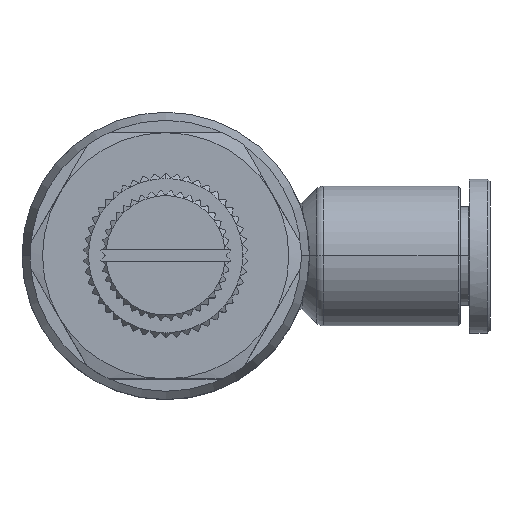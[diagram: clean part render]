
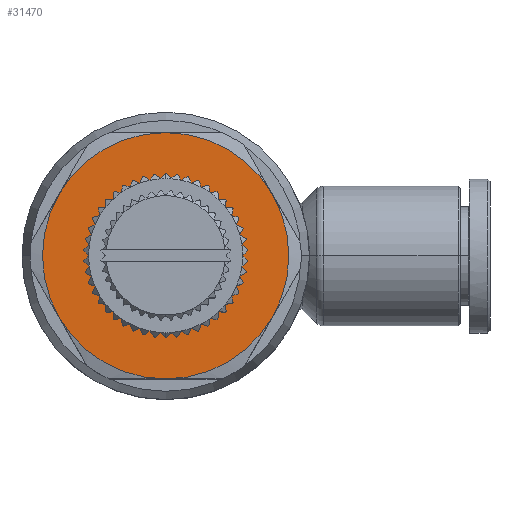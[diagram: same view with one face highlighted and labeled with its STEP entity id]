
A CAD part, top view. The second image highlights one B-rep face of the part: STEP entity #31470.
In plain terms, the highlighted planar face has unit normal (0, 0, 1).
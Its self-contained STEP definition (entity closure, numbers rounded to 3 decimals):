
#664=CARTESIAN_POINT('',(8.,7.,16.1));
#665=VERTEX_POINT('',#664);
#681=CARTESIAN_POINT('',(8.,-7.,16.1));
#682=VERTEX_POINT('',#681);
#689=CARTESIAN_POINT('',(8.,0.,16.1));
#690=DIRECTION('',(0.0,0.0,-1.0));
#691=DIRECTION('',(0.0,1.0,0.0));
#692=AXIS2_PLACEMENT_3D('',#689,#690,#691);
#693=CIRCLE('',#692,7.);
#694=EDGE_CURVE('',#665,#682,#693,.T.);
#30645=CARTESIAN_POINT('',(8.,0.,16.1));
#30646=DIRECTION('',(0.0,0.0,-1.0));
#30647=DIRECTION('',(0.0,1.0,0.0));
#30648=AXIS2_PLACEMENT_3D('',#30645,#30646,#30647);
#30649=CIRCLE('',#30648,7.);
#30650=EDGE_CURVE('',#682,#665,#30649,.T.);
#30929=CARTESIAN_POINT('',(8.,-12.,16.1));
#30930=VERTEX_POINT('',#30929);
#30973=CARTESIAN_POINT('',(-2.392,-6.,16.1));
#30974=VERTEX_POINT('',#30973);
#31017=CARTESIAN_POINT('',(-2.392,6.,16.1));
#31018=VERTEX_POINT('',#31017);
#31061=CARTESIAN_POINT('',(8.,12.0,16.1));
#31062=VERTEX_POINT('',#31061);
#31139=CARTESIAN_POINT('',(18.392,6.,16.1));
#31140=VERTEX_POINT('',#31139);
#31178=CARTESIAN_POINT('',(18.392,-6.,16.1));
#31179=VERTEX_POINT('',#31178);
#31193=CARTESIAN_POINT('',(8.,0.,16.1));
#31194=DIRECTION('',(0.0,0.0,1.0));
#31195=DIRECTION('',(0.0,1.0,0.0));
#31196=AXIS2_PLACEMENT_3D('',#31193,#31194,#31195);
#31197=CIRCLE('',#31196,12.0);
#31198=EDGE_CURVE('',#30930,#31179,#31197,.T.);
#31211=CARTESIAN_POINT('',(8.,0.,16.1));
#31212=DIRECTION('',(0.0,0.0,1.0));
#31213=DIRECTION('',(0.0,1.0,0.0));
#31214=AXIS2_PLACEMENT_3D('',#31211,#31212,#31213);
#31215=CIRCLE('',#31214,12.0);
#31216=EDGE_CURVE('',#30974,#30930,#31215,.T.);
#31229=CARTESIAN_POINT('',(8.,0.,16.1));
#31230=DIRECTION('',(0.0,0.0,1.0));
#31231=DIRECTION('',(0.0,1.0,0.0));
#31232=AXIS2_PLACEMENT_3D('',#31229,#31230,#31231);
#31233=CIRCLE('',#31232,12.0);
#31234=EDGE_CURVE('',#31018,#30974,#31233,.T.);
#31247=CARTESIAN_POINT('',(8.,0.,16.1));
#31248=DIRECTION('',(0.0,0.0,1.0));
#31249=DIRECTION('',(0.0,1.0,0.0));
#31250=AXIS2_PLACEMENT_3D('',#31247,#31248,#31249);
#31251=CIRCLE('',#31250,12.0);
#31252=EDGE_CURVE('',#31062,#31018,#31251,.T.);
#31265=CARTESIAN_POINT('',(8.,0.,16.1));
#31266=DIRECTION('',(0.0,0.0,1.0));
#31267=DIRECTION('',(0.0,1.0,0.0));
#31268=AXIS2_PLACEMENT_3D('',#31265,#31266,#31267);
#31269=CIRCLE('',#31268,12.0);
#31270=EDGE_CURVE('',#31140,#31062,#31269,.T.);
#31283=CARTESIAN_POINT('',(8.,0.,16.1));
#31284=DIRECTION('',(0.0,0.0,1.0));
#31285=DIRECTION('',(0.0,1.0,0.0));
#31286=AXIS2_PLACEMENT_3D('',#31283,#31284,#31285);
#31287=CIRCLE('',#31286,12.0);
#31288=EDGE_CURVE('',#31179,#31140,#31287,.T.);
#31453=CARTESIAN_POINT('',(8.,9.5,16.1));
#31454=DIRECTION('',(0.0,0.0,1.0));
#31455=DIRECTION('',(0.0,1.0,0.0));
#31456=AXIS2_PLACEMENT_3D('',#31453,#31454,#31455);
#31457=PLANE('',#31456);
#31458=ORIENTED_EDGE('',*,*,#31288,.T.);
#31459=ORIENTED_EDGE('',*,*,#31270,.T.);
#31460=ORIENTED_EDGE('',*,*,#31252,.T.);
#31461=ORIENTED_EDGE('',*,*,#31234,.T.);
#31462=ORIENTED_EDGE('',*,*,#31216,.T.);
#31463=ORIENTED_EDGE('',*,*,#31198,.T.);
#31464=EDGE_LOOP('',(#31458,#31459,#31460,#31461,#31462,#31463));
#31465=FACE_OUTER_BOUND('',#31464,.T.);
#31466=ORIENTED_EDGE('',*,*,#694,.T.);
#31467=ORIENTED_EDGE('',*,*,#30650,.T.);
#31468=EDGE_LOOP('',(#31466,#31467));
#31469=FACE_BOUND('',#31468,.T.);
#31470=ADVANCED_FACE('',(#31465,#31469),#31457,.T.);
